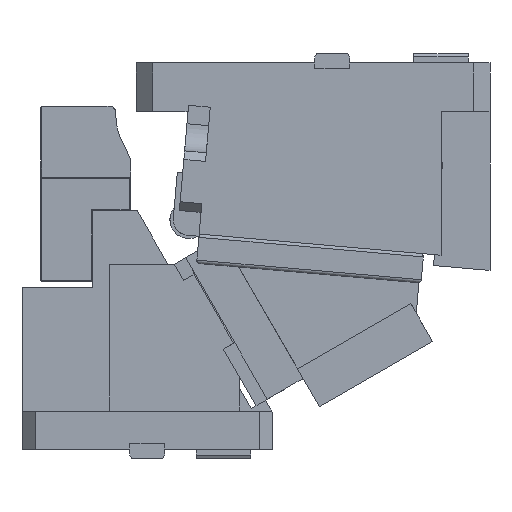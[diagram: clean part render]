
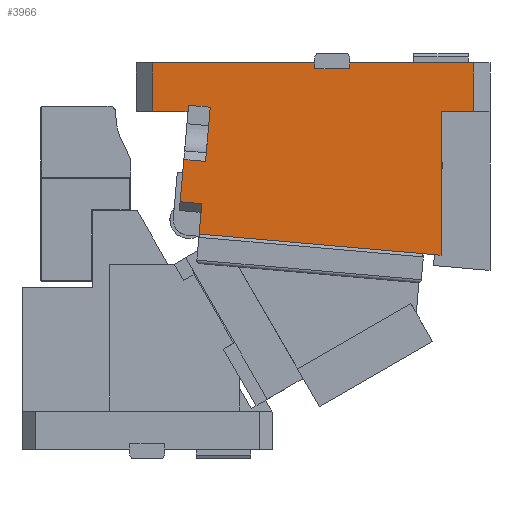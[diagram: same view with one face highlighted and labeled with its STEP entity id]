
A CAD part, front view. The second image highlights one B-rep face of the part: STEP entity #3966.
In plain terms, the highlighted planar face has unit normal (0, -1, 0).
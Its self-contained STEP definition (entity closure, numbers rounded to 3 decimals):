
#1592=CARTESIAN_POINT('Vertex',(385.,-60.,310.)) ;
#1595=CARTESIAN_POINT('Line Origine',(385.,-60.,244.109)) ;
#1599=CARTESIAN_POINT('Vertex',(385.,-60.,178.217)) ;
#1621=CARTESIAN_POINT('Line Origine',(400.,-60.,310.)) ;
#1625=CARTESIAN_POINT('Vertex',(415.,-60.,310.)) ;
#1857=CARTESIAN_POINT('Line Origine',(373.518,-60.,179.222)) ;
#1861=CARTESIAN_POINT('Vertex',(362.037,-60.,180.226)) ;
#1864=CARTESIAN_POINT('Line Origine',(262.417,-60.,188.942)) ;
#1868=CARTESIAN_POINT('Vertex',(162.798,-60.,197.657)) ;
#3157=CARTESIAN_POINT('Vertex',(120.,-60.,355.)) ;
#3160=CARTESIAN_POINT('Line Origine',(194.5,-60.,355.)) ;
#3164=CARTESIAN_POINT('Vertex',(269.,-60.,355.)) ;
#3220=CARTESIAN_POINT('Vertex',(301.,-60.,355.)) ;
#3223=CARTESIAN_POINT('Line Origine',(358.,-60.,355.)) ;
#3227=CARTESIAN_POINT('Vertex',(415.,-60.,355.)) ;
#3832=CARTESIAN_POINT('Line Origine',(415.,-60.,332.5)) ;
#3844=CARTESIAN_POINT('Axis2P3D Location',(261.546,-60.,178.98)) ;
#3849=CARTESIAN_POINT('Line Origine',(172.07,-60.,303.638)) ;
#3853=CARTESIAN_POINT('Vertex',(171.513,-60.,297.276)) ;
#3855=CARTESIAN_POINT('Vertex',(172.626,-60.,310.)) ;
#3858=CARTESIAN_POINT('Line Origine',(170.075,-60.,280.839)) ;
#3862=CARTESIAN_POINT('Vertex',(168.638,-60.,264.402)) ;
#3865=CARTESIAN_POINT('Line Origine',(158.676,-60.,265.273)) ;
#3869=CARTESIAN_POINT('Vertex',(148.714,-60.,266.145)) ;
#3872=CARTESIAN_POINT('Line Origine',(147.014,-60.,246.719)) ;
#3876=CARTESIAN_POINT('Vertex',(145.315,-60.,227.293)) ;
#3879=CARTESIAN_POINT('Line Origine',(155.277,-60.,226.422)) ;
#3883=CARTESIAN_POINT('Vertex',(165.239,-60.,225.55)) ;
#3886=CARTESIAN_POINT('Line Origine',(164.018,-60.,211.604)) ;
#3891=CARTESIAN_POINT('Line Origine',(301.,-60.,352.25)) ;
#3895=CARTESIAN_POINT('Vertex',(301.,-60.,349.5)) ;
#3898=CARTESIAN_POINT('Line Origine',(285.,-60.,349.5)) ;
#3902=CARTESIAN_POINT('Vertex',(269.,-60.,349.5)) ;
#3905=CARTESIAN_POINT('Line Origine',(269.,-60.,352.25)) ;
#3910=CARTESIAN_POINT('Line Origine',(120.,-60.,332.5)) ;
#3914=CARTESIAN_POINT('Vertex',(120.,-60.,310.)) ;
#3917=CARTESIAN_POINT('Line Origine',(136.275,-60.,310.)) ;
#3921=CARTESIAN_POINT('Vertex',(152.551,-60.,310.)) ;
#3924=CARTESIAN_POINT('Line Origine',(152.811,-60.,312.977)) ;
#3928=CARTESIAN_POINT('Vertex',(153.072,-60.,315.955)) ;
#3931=CARTESIAN_POINT('Line Origine',(163.033,-60.,315.083)) ;
#3935=CARTESIAN_POINT('Vertex',(172.995,-60.,314.211)) ;
#3938=CARTESIAN_POINT('Line Origine',(172.811,-60.,312.106)) ;
#1596=DIRECTION('Vector Direction',(0.,0.,-1.)) ;
#1622=DIRECTION('Vector Direction',(-1.,0.,0.)) ;
#1858=DIRECTION('Vector Direction',(-0.996,0.,0.087)) ;
#1865=DIRECTION('Vector Direction',(-0.996,0.,0.087)) ;
#3161=DIRECTION('Vector Direction',(1.,0.,0.)) ;
#3224=DIRECTION('Vector Direction',(1.,0.,0.)) ;
#3833=DIRECTION('Vector Direction',(0.,0.,1.)) ;
#3845=DIRECTION('Axis2P3D Direction',(0.,-1.,0.)) ;
#3846=DIRECTION('Axis2P3D XDirection',(0.5,0.,-0.866)) ;
#3850=DIRECTION('Vector Direction',(0.087,0.,0.996)) ;
#3859=DIRECTION('Vector Direction',(0.087,0.,0.996)) ;
#3866=DIRECTION('Vector Direction',(-0.996,0.,0.087)) ;
#3873=DIRECTION('Vector Direction',(-0.087,0.,-0.996)) ;
#3880=DIRECTION('Vector Direction',(0.996,0.,-0.087)) ;
#3887=DIRECTION('Vector Direction',(0.087,0.,0.996)) ;
#3892=DIRECTION('Vector Direction',(0.,0.,1.)) ;
#3899=DIRECTION('Vector Direction',(-1.,0.,0.)) ;
#3906=DIRECTION('Vector Direction',(0.,0.,-1.)) ;
#3911=DIRECTION('Vector Direction',(0.,0.,-1.)) ;
#3918=DIRECTION('Vector Direction',(-1.,0.,0.)) ;
#3925=DIRECTION('Vector Direction',(-0.087,0.,-0.996)) ;
#3932=DIRECTION('Vector Direction',(-0.996,0.,0.087)) ;
#3939=DIRECTION('Vector Direction',(0.087,0.,0.996)) ;
#3847=AXIS2_PLACEMENT_3D('Plane Axis2P3D',#3844,#3845,#3846) ;
#3944=ORIENTED_EDGE('',*,*,#3857,.F.) ;
#3945=ORIENTED_EDGE('',*,*,#3864,.F.) ;
#3946=ORIENTED_EDGE('',*,*,#3871,.F.) ;
#3947=ORIENTED_EDGE('',*,*,#3878,.T.) ;
#3948=ORIENTED_EDGE('',*,*,#3885,.F.) ;
#3949=ORIENTED_EDGE('',*,*,#3890,.F.) ;
#3950=ORIENTED_EDGE('',*,*,#1870,.F.) ;
#3951=ORIENTED_EDGE('',*,*,#1863,.F.) ;
#3952=ORIENTED_EDGE('',*,*,#1601,.F.) ;
#3953=ORIENTED_EDGE('',*,*,#1627,.F.) ;
#3954=ORIENTED_EDGE('',*,*,#3836,.T.) ;
#3955=ORIENTED_EDGE('',*,*,#3229,.F.) ;
#3956=ORIENTED_EDGE('',*,*,#3897,.F.) ;
#3957=ORIENTED_EDGE('',*,*,#3904,.T.) ;
#3958=ORIENTED_EDGE('',*,*,#3909,.F.) ;
#3959=ORIENTED_EDGE('',*,*,#3166,.F.) ;
#3960=ORIENTED_EDGE('',*,*,#3916,.F.) ;
#3961=ORIENTED_EDGE('',*,*,#3923,.F.) ;
#3962=ORIENTED_EDGE('',*,*,#3930,.F.) ;
#3963=ORIENTED_EDGE('',*,*,#3937,.F.) ;
#3964=ORIENTED_EDGE('',*,*,#3942,.F.) ;
#1597=VECTOR('Line Direction',#1596,1.) ;
#1623=VECTOR('Line Direction',#1622,1.) ;
#1859=VECTOR('Line Direction',#1858,1.) ;
#1866=VECTOR('Line Direction',#1865,1.) ;
#3162=VECTOR('Line Direction',#3161,1.) ;
#3225=VECTOR('Line Direction',#3224,1.) ;
#3834=VECTOR('Line Direction',#3833,1.) ;
#3851=VECTOR('Line Direction',#3850,1.) ;
#3860=VECTOR('Line Direction',#3859,1.) ;
#3867=VECTOR('Line Direction',#3866,1.) ;
#3874=VECTOR('Line Direction',#3873,1.) ;
#3881=VECTOR('Line Direction',#3880,1.) ;
#3888=VECTOR('Line Direction',#3887,1.) ;
#3893=VECTOR('Line Direction',#3892,1.) ;
#3900=VECTOR('Line Direction',#3899,1.) ;
#3907=VECTOR('Line Direction',#3906,1.) ;
#3912=VECTOR('Line Direction',#3911,1.) ;
#3919=VECTOR('Line Direction',#3918,1.) ;
#3926=VECTOR('Line Direction',#3925,1.) ;
#3933=VECTOR('Line Direction',#3932,1.) ;
#3940=VECTOR('Line Direction',#3939,1.) ;
#3966=ADVANCED_FACE('CAM HOLDER',(#3965),#3848,.T.) ;
#1601=EDGE_CURVE('',#1593,#1600,#1598,.T.) ;
#1627=EDGE_CURVE('',#1626,#1593,#1624,.T.) ;
#1863=EDGE_CURVE('',#1600,#1862,#1860,.T.) ;
#1870=EDGE_CURVE('',#1862,#1869,#1867,.T.) ;
#3166=EDGE_CURVE('',#3158,#3165,#3163,.T.) ;
#3229=EDGE_CURVE('',#3221,#3228,#3226,.T.) ;
#3836=EDGE_CURVE('',#1626,#3228,#3835,.T.) ;
#3857=EDGE_CURVE('',#3854,#3856,#3852,.T.) ;
#3864=EDGE_CURVE('',#3863,#3854,#3861,.T.) ;
#3871=EDGE_CURVE('',#3870,#3863,#3868,.F.) ;
#3878=EDGE_CURVE('',#3870,#3877,#3875,.T.) ;
#3885=EDGE_CURVE('',#3884,#3877,#3882,.F.) ;
#3890=EDGE_CURVE('',#1869,#3884,#3889,.T.) ;
#3897=EDGE_CURVE('',#3896,#3221,#3894,.T.) ;
#3904=EDGE_CURVE('',#3896,#3903,#3901,.T.) ;
#3909=EDGE_CURVE('',#3165,#3903,#3908,.T.) ;
#3916=EDGE_CURVE('',#3915,#3158,#3913,.F.) ;
#3923=EDGE_CURVE('',#3922,#3915,#3920,.T.) ;
#3930=EDGE_CURVE('',#3929,#3922,#3927,.T.) ;
#3937=EDGE_CURVE('',#3936,#3929,#3934,.T.) ;
#3942=EDGE_CURVE('',#3856,#3936,#3941,.T.) ;
#3943=EDGE_LOOP('',(#3944,#3945,#3946,#3947,#3948,#3949,#3950,#3951,#3952,#3953,#3954,#3955,#3956,#3957,#3958,#3959,#3960,#3961,#3962,#3963,#3964)) ;
#3965=FACE_OUTER_BOUND('',#3943,.T.) ;
#1598=LINE('Line',#1595,#1597) ;
#1624=LINE('Line',#1621,#1623) ;
#1860=LINE('Line',#1857,#1859) ;
#1867=LINE('Line',#1864,#1866) ;
#3163=LINE('Line',#3160,#3162) ;
#3226=LINE('Line',#3223,#3225) ;
#3835=LINE('Line',#3832,#3834) ;
#3852=LINE('Line',#3849,#3851) ;
#3861=LINE('Line',#3858,#3860) ;
#3868=LINE('Line',#3865,#3867) ;
#3875=LINE('Line',#3872,#3874) ;
#3882=LINE('Line',#3879,#3881) ;
#3889=LINE('Line',#3886,#3888) ;
#3894=LINE('Line',#3891,#3893) ;
#3901=LINE('Line',#3898,#3900) ;
#3908=LINE('Line',#3905,#3907) ;
#3913=LINE('Line',#3910,#3912) ;
#3920=LINE('Line',#3917,#3919) ;
#3927=LINE('Line',#3924,#3926) ;
#3934=LINE('Line',#3931,#3933) ;
#3941=LINE('Line',#3938,#3940) ;
#3848=PLANE('Plane',#3847) ;
#1593=VERTEX_POINT('',#1592) ;
#1600=VERTEX_POINT('',#1599) ;
#1626=VERTEX_POINT('',#1625) ;
#1862=VERTEX_POINT('',#1861) ;
#1869=VERTEX_POINT('',#1868) ;
#3158=VERTEX_POINT('',#3157) ;
#3165=VERTEX_POINT('',#3164) ;
#3221=VERTEX_POINT('',#3220) ;
#3228=VERTEX_POINT('',#3227) ;
#3854=VERTEX_POINT('',#3853) ;
#3856=VERTEX_POINT('',#3855) ;
#3863=VERTEX_POINT('',#3862) ;
#3870=VERTEX_POINT('',#3869) ;
#3877=VERTEX_POINT('',#3876) ;
#3884=VERTEX_POINT('',#3883) ;
#3896=VERTEX_POINT('',#3895) ;
#3903=VERTEX_POINT('',#3902) ;
#3915=VERTEX_POINT('',#3914) ;
#3922=VERTEX_POINT('',#3921) ;
#3929=VERTEX_POINT('',#3928) ;
#3936=VERTEX_POINT('',#3935) ;
